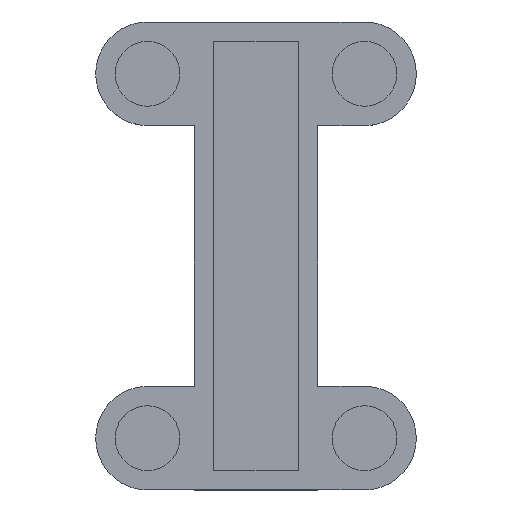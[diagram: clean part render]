
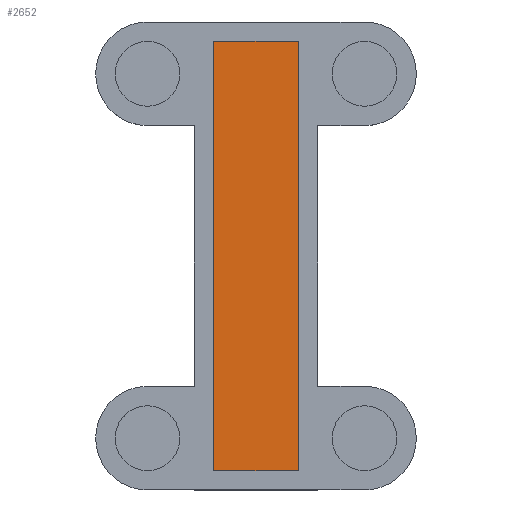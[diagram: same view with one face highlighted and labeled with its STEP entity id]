
A CAD part, top view. The second image highlights one B-rep face of the part: STEP entity #2652.
In plain terms, the highlighted planar face has unit normal (0, 0, 1).
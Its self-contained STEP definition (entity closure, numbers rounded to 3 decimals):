
#1544 = PLANE('',#1545);
#1545 = AXIS2_PLACEMENT_3D('',#1546,#1547,#1548);
#1546 = CARTESIAN_POINT('',(10.25,61.236,2.3));
#1547 = DIRECTION('',(-0.,1.,0.));
#1548 = DIRECTION('',(0.,0.,1.));
#1572 = PLANE('',#1573);
#1573 = AXIS2_PLACEMENT_3D('',#1574,#1575,#1576);
#1574 = CARTESIAN_POINT('',(10.25,-5.,2.3));
#1575 = DIRECTION('',(1.,0.,-0.));
#1576 = DIRECTION('',(0.,0.,1.));
#1600 = PLANE('',#1601);
#1601 = AXIS2_PLACEMENT_3D('',#1602,#1603,#1604);
#1602 = CARTESIAN_POINT('',(10.25,-5.,2.3));
#1603 = DIRECTION('',(-0.,1.,0.));
#1604 = DIRECTION('',(0.,0.,1.));
#1626 = PLANE('',#1627);
#1627 = AXIS2_PLACEMENT_3D('',#1628,#1629,#1630);
#1628 = CARTESIAN_POINT('',(23.25,-5.,2.3));
#1629 = DIRECTION('',(1.,0.,-0.));
#1630 = DIRECTION('',(0.,0.,1.));
#2388 = EDGE_CURVE('',#2389,#2391,#2393,.T.);
#2389 = VERTEX_POINT('',#2390);
#2390 = CARTESIAN_POINT('',(10.25,61.236,2.3));
#2391 = VERTEX_POINT('',#2392);
#2392 = CARTESIAN_POINT('',(23.25,61.236,2.3));
#2393 = SURFACE_CURVE('',#2394,(#2398,#2405),.PCURVE_S1.);
#2394 = LINE('',#2395,#2396);
#2395 = CARTESIAN_POINT('',(10.25,61.236,2.3));
#2396 = VECTOR('',#2397,1.);
#2397 = DIRECTION('',(1.,0.,-0.));
#2398 = PCURVE('',#1544,#2399);
#2399 = DEFINITIONAL_REPRESENTATION('',(#2400),#2404);
#2400 = LINE('',#2401,#2402);
#2401 = CARTESIAN_POINT('',(0.,0.));
#2402 = VECTOR('',#2403,1.);
#2403 = DIRECTION('',(0.,1.));
#2404 = ( GEOMETRIC_REPRESENTATION_CONTEXT(2) 
PARAMETRIC_REPRESENTATION_CONTEXT() REPRESENTATION_CONTEXT('2D SPACE',''
  ) );
#2405 = PCURVE('',#2406,#2411);
#2406 = PLANE('',#2407);
#2407 = AXIS2_PLACEMENT_3D('',#2408,#2409,#2410);
#2408 = CARTESIAN_POINT('',(10.25,-5.,2.3));
#2409 = DIRECTION('',(0.,0.,1.));
#2410 = DIRECTION('',(1.,0.,-0.));
#2411 = DEFINITIONAL_REPRESENTATION('',(#2412),#2416);
#2412 = LINE('',#2413,#2414);
#2413 = CARTESIAN_POINT('',(0.,66.236));
#2414 = VECTOR('',#2415,1.);
#2415 = DIRECTION('',(1.,0.));
#2416 = ( GEOMETRIC_REPRESENTATION_CONTEXT(2) 
PARAMETRIC_REPRESENTATION_CONTEXT() REPRESENTATION_CONTEXT('2D SPACE',''
  ) );
#2465 = VERTEX_POINT('',#2466);
#2466 = CARTESIAN_POINT('',(23.25,-5.,2.3));
#2487 = EDGE_CURVE('',#2465,#2391,#2488,.T.);
#2488 = SURFACE_CURVE('',#2489,(#2493,#2500),.PCURVE_S1.);
#2489 = LINE('',#2490,#2491);
#2490 = CARTESIAN_POINT('',(23.25,-5.,2.3));
#2491 = VECTOR('',#2492,1.);
#2492 = DIRECTION('',(-0.,1.,0.));
#2493 = PCURVE('',#1626,#2494);
#2494 = DEFINITIONAL_REPRESENTATION('',(#2495),#2499);
#2495 = LINE('',#2496,#2497);
#2496 = CARTESIAN_POINT('',(0.,0.));
#2497 = VECTOR('',#2498,1.);
#2498 = DIRECTION('',(0.,-1.));
#2499 = ( GEOMETRIC_REPRESENTATION_CONTEXT(2) 
PARAMETRIC_REPRESENTATION_CONTEXT() REPRESENTATION_CONTEXT('2D SPACE',''
  ) );
#2500 = PCURVE('',#2406,#2501);
#2501 = DEFINITIONAL_REPRESENTATION('',(#2502),#2506);
#2502 = LINE('',#2503,#2504);
#2503 = CARTESIAN_POINT('',(13.,0.));
#2504 = VECTOR('',#2505,1.);
#2505 = DIRECTION('',(0.,1.));
#2506 = ( GEOMETRIC_REPRESENTATION_CONTEXT(2) 
PARAMETRIC_REPRESENTATION_CONTEXT() REPRESENTATION_CONTEXT('2D SPACE',''
  ) );
#2513 = EDGE_CURVE('',#2514,#2465,#2516,.T.);
#2514 = VERTEX_POINT('',#2515);
#2515 = CARTESIAN_POINT('',(10.25,-5.,2.3));
#2516 = SURFACE_CURVE('',#2517,(#2521,#2528),.PCURVE_S1.);
#2517 = LINE('',#2518,#2519);
#2518 = CARTESIAN_POINT('',(10.25,-5.,2.3));
#2519 = VECTOR('',#2520,1.);
#2520 = DIRECTION('',(1.,0.,-0.));
#2521 = PCURVE('',#1600,#2522);
#2522 = DEFINITIONAL_REPRESENTATION('',(#2523),#2527);
#2523 = LINE('',#2524,#2525);
#2524 = CARTESIAN_POINT('',(0.,0.));
#2525 = VECTOR('',#2526,1.);
#2526 = DIRECTION('',(0.,1.));
#2527 = ( GEOMETRIC_REPRESENTATION_CONTEXT(2) 
PARAMETRIC_REPRESENTATION_CONTEXT() REPRESENTATION_CONTEXT('2D SPACE',''
  ) );
#2528 = PCURVE('',#2406,#2529);
#2529 = DEFINITIONAL_REPRESENTATION('',(#2530),#2534);
#2530 = LINE('',#2531,#2532);
#2531 = CARTESIAN_POINT('',(0.,0.));
#2532 = VECTOR('',#2533,1.);
#2533 = DIRECTION('',(1.,0.));
#2534 = ( GEOMETRIC_REPRESENTATION_CONTEXT(2) 
PARAMETRIC_REPRESENTATION_CONTEXT() REPRESENTATION_CONTEXT('2D SPACE',''
  ) );
#2563 = EDGE_CURVE('',#2514,#2389,#2564,.T.);
#2564 = SURFACE_CURVE('',#2565,(#2569,#2576),.PCURVE_S1.);
#2565 = LINE('',#2566,#2567);
#2566 = CARTESIAN_POINT('',(10.25,-5.,2.3));
#2567 = VECTOR('',#2568,1.);
#2568 = DIRECTION('',(-0.,1.,0.));
#2569 = PCURVE('',#1572,#2570);
#2570 = DEFINITIONAL_REPRESENTATION('',(#2571),#2575);
#2571 = LINE('',#2572,#2573);
#2572 = CARTESIAN_POINT('',(0.,0.));
#2573 = VECTOR('',#2574,1.);
#2574 = DIRECTION('',(0.,-1.));
#2575 = ( GEOMETRIC_REPRESENTATION_CONTEXT(2) 
PARAMETRIC_REPRESENTATION_CONTEXT() REPRESENTATION_CONTEXT('2D SPACE',''
  ) );
#2576 = PCURVE('',#2406,#2577);
#2577 = DEFINITIONAL_REPRESENTATION('',(#2578),#2582);
#2578 = LINE('',#2579,#2580);
#2579 = CARTESIAN_POINT('',(0.,0.));
#2580 = VECTOR('',#2581,1.);
#2581 = DIRECTION('',(0.,1.));
#2582 = ( GEOMETRIC_REPRESENTATION_CONTEXT(2) 
PARAMETRIC_REPRESENTATION_CONTEXT() REPRESENTATION_CONTEXT('2D SPACE',''
  ) );
#2652 = ADVANCED_FACE('',(#2653),#2406,.T.);
#2653 = FACE_BOUND('',#2654,.T.);
#2654 = EDGE_LOOP('',(#2655,#2656,#2657,#2658));
#2655 = ORIENTED_EDGE('',*,*,#2563,.F.);
#2656 = ORIENTED_EDGE('',*,*,#2513,.T.);
#2657 = ORIENTED_EDGE('',*,*,#2487,.T.);
#2658 = ORIENTED_EDGE('',*,*,#2388,.F.);
